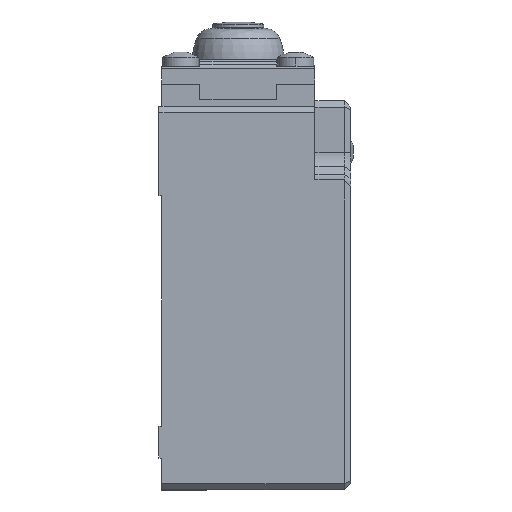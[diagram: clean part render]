
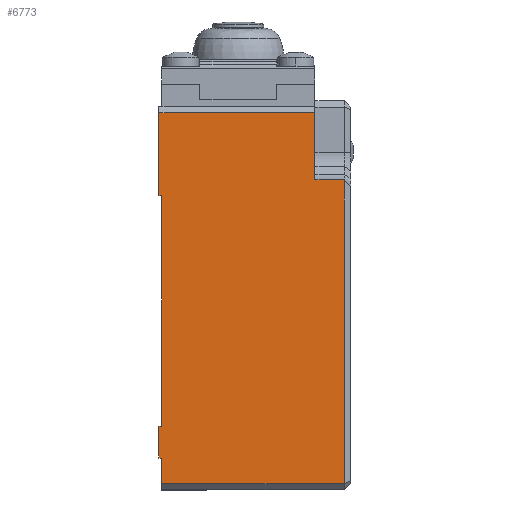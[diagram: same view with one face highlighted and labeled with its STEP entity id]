
A CAD part, left-side view. The second image highlights one B-rep face of the part: STEP entity #6773.
In plain terms, the highlighted planar face has unit normal (-1, 0, 0).
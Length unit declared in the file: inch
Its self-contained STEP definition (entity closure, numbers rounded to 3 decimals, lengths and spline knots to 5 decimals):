
#58 = DIRECTION ( 'NONE',  ( 0., -1., 0. ) ) ;
#115 = CARTESIAN_POINT ( 'NONE',  ( -0.59646, 0., -0.29528 ) ) ;
#121 = ORIENTED_EDGE ( 'NONE', *, *, #5553, .F. ) ;
#350 = EDGE_CURVE ( 'NONE', #5859, #8912, #3252, .T. ) ;
#372 = ORIENTED_EDGE ( 'NONE', *, *, #350, .T. ) ;
#399 = VECTOR ( 'NONE', #58, 39.37008 ) ;
#417 = CARTESIAN_POINT ( 'NONE',  ( -0.59646, 0., -0.29528 ) ) ;
#548 = DIRECTION ( 'NONE',  ( 0., 0., 1. ) ) ;
#650 = LINE ( 'NONE', #3995, #2051 ) ;
#686 = CARTESIAN_POINT ( 'NONE',  ( -0.59646, -0.01575, -0.29528 ) ) ;
#715 = ORIENTED_EDGE ( 'NONE', *, *, #7313, .T. ) ;
#723 = CARTESIAN_POINT ( 'NONE',  ( -0.59646, -0.01575, -3.32677 ) ) ;
#730 = VECTOR ( 'NONE', #3261, 39.37008 ) ;
#753 = PLANE ( 'NONE',  #2011 ) ;
#755 = DIRECTION ( 'NONE',  ( 0., 0., -1. ) ) ;
#923 = CARTESIAN_POINT ( 'NONE',  ( -0.59646, 0., 0.21654 ) ) ;
#943 = LINE ( 'NONE', #115, #399 ) ;
#1130 = VERTEX_POINT ( 'NONE', #1340 ) ;
#1144 = CARTESIAN_POINT ( 'NONE',  ( -0.59646, -2.3796, -0.19685 ) ) ;
#1181 = LINE ( 'NONE', #6030, #3819 ) ;
#1336 = CARTESIAN_POINT ( 'NONE',  ( -0.59646, -1.14173, -2.06693 ) ) ;
#1340 = CARTESIAN_POINT ( 'NONE',  ( -0.59646, 0., -1.90945 ) ) ;
#1610 = EDGE_CURVE ( 'NONE', #2802, #6796, #943, .T. ) ;
#2011 = AXIS2_PLACEMENT_3D ( 'NONE', #2863, #3534, #9181 ) ;
#2026 = CARTESIAN_POINT ( 'NONE',  ( -0.59646, -1.14173, -0.19685 ) ) ;
#2051 = VECTOR ( 'NONE', #7561, 39.37008 ) ;
#2237 = LINE ( 'NONE', #8133, #7813 ) ;
#2355 = VERTEX_POINT ( 'NONE', #7991 ) ;
#2468 = VECTOR ( 'NONE', #6442, 39.37008 ) ;
#2802 = VERTEX_POINT ( 'NONE', #417 ) ;
#2847 = EDGE_CURVE ( 'NONE', #1130, #7547, #1181, .T. ) ;
#2863 = CARTESIAN_POINT ( 'NONE',  ( -0.59646, 0., -2.06693 ) ) ;
#2968 = CARTESIAN_POINT ( 'NONE',  ( -0.59646, 0., -1.7126 ) ) ;
#2972 = VECTOR ( 'NONE', #4117, 39.37008 ) ;
#3080 = EDGE_CURVE ( 'NONE', #7547, #3392, #5807, .T. ) ;
#3252 = LINE ( 'NONE', #1336, #3479 ) ;
#3261 = DIRECTION ( 'NONE',  ( 0., -1., 0. ) ) ;
#3392 = VERTEX_POINT ( 'NONE', #4582 ) ;
#3464 = CARTESIAN_POINT ( 'NONE',  ( -0.59646, 0., -1.7126 ) ) ;
#3479 = VECTOR ( 'NONE', #548, 39.37008 ) ;
#3517 = EDGE_CURVE ( 'NONE', #7709, #2355, #8633, .T. ) ;
#3534 = DIRECTION ( 'NONE',  ( -1., 0., 0. ) ) ;
#3762 = CARTESIAN_POINT ( 'NONE',  ( -0.59646, -0.01575, -1.7126 ) ) ;
#3819 = VECTOR ( 'NONE', #6154, 39.37008 ) ;
#3848 = ORIENTED_EDGE ( 'NONE', *, *, #1610, .T. ) ;
#3877 = VERTEX_POINT ( 'NONE', #6477 ) ;
#3921 = DIRECTION ( 'NONE',  ( 0., 0., -1. ) ) ;
#3995 = CARTESIAN_POINT ( 'NONE',  ( -0.59646, 0., -2.06693 ) ) ;
#4108 = ORIENTED_EDGE ( 'NONE', *, *, #2847, .T. ) ;
#4116 = ORIENTED_EDGE ( 'NONE', *, *, #9054, .F. ) ;
#4117 = DIRECTION ( 'NONE',  ( 0., 1., 0. ) ) ;
#4200 = DIRECTION ( 'NONE',  ( 0., 0., -1. ) ) ;
#4274 = EDGE_CURVE ( 'NONE', #3392, #5859, #650, .T. ) ;
#4437 = EDGE_CURVE ( 'NONE', #6796, #8535, #6843, .T. ) ;
#4582 = CARTESIAN_POINT ( 'NONE',  ( -0.59646, -0.01575, -2.06693 ) ) ;
#4719 = ORIENTED_EDGE ( 'NONE', *, *, #3517, .T. ) ;
#4929 = VECTOR ( 'NONE', #4200, 39.37008 ) ;
#5066 = EDGE_CURVE ( 'NONE', #2355, #2802, #5107, .T. ) ;
#5101 = VECTOR ( 'NONE', #7757, 39.37008 ) ;
#5107 = LINE ( 'NONE', #5745, #2468 ) ;
#5143 = ORIENTED_EDGE ( 'NONE', *, *, #5066, .T. ) ;
#5319 = ORIENTED_EDGE ( 'NONE', *, *, #4274, .T. ) ;
#5553 = EDGE_CURVE ( 'NONE', #7709, #3877, #8920, .T. ) ;
#5610 = CARTESIAN_POINT ( 'NONE',  ( -0.59646, -0.01575, -1.7126 ) ) ;
#5745 = CARTESIAN_POINT ( 'NONE',  ( -0.59646, 0., -0.9252 ) ) ;
#5807 = LINE ( 'NONE', #723, #8713 ) ;
#5859 = VERTEX_POINT ( 'NONE', #8873 ) ;
#6030 = CARTESIAN_POINT ( 'NONE',  ( -0.59646, 0., -1.90945 ) ) ;
#6154 = DIRECTION ( 'NONE',  ( 0., -1., 0. ) ) ;
#6442 = DIRECTION ( 'NONE',  ( 0., 0., -1. ) ) ;
#6477 = CARTESIAN_POINT ( 'NONE',  ( -0.59646, -0.96063, -0.19685 ) ) ;
#6773 = ADVANCED_FACE ( 'NONE', ( #7795 ), #753, .T. ) ;
#6775 = ORIENTED_EDGE ( 'NONE', *, *, #8568, .T. ) ;
#6796 = VERTEX_POINT ( 'NONE', #686 ) ;
#6843 = LINE ( 'NONE', #5610, #4929 ) ;
#7312 = DIRECTION ( 'NONE',  ( 0., 1., 0. ) ) ;
#7313 = EDGE_CURVE ( 'NONE', #8535, #8232, #8656, .T. ) ;
#7441 = CARTESIAN_POINT ( 'NONE',  ( -0.59646, -0.01575, -1.90945 ) ) ;
#7547 = VERTEX_POINT ( 'NONE', #7441 ) ;
#7561 = DIRECTION ( 'NONE',  ( 0., -1., 0. ) ) ;
#7564 = ORIENTED_EDGE ( 'NONE', *, *, #3080, .T. ) ;
#7666 = CARTESIAN_POINT ( 'NONE',  ( -0.59646, -0.96063, 0.25591 ) ) ;
#7709 = VERTEX_POINT ( 'NONE', #8290 ) ;
#7757 = DIRECTION ( 'NONE',  ( 0., 0., -1. ) ) ;
#7795 = FACE_OUTER_BOUND ( 'NONE', #8104, .T. ) ;
#7813 = VECTOR ( 'NONE', #3921, 39.37008 ) ;
#7991 = CARTESIAN_POINT ( 'NONE',  ( -0.59646, 0., 0.21654 ) ) ;
#8104 = EDGE_LOOP ( 'NONE', ( #715, #6775, #4108, #7564, #5319, #372, #4116, #121, #4719, #5143, #3848, #8490 ) ) ;
#8133 = CARTESIAN_POINT ( 'NONE',  ( -0.59646, 0., -0.9252 ) ) ;
#8232 = VERTEX_POINT ( 'NONE', #2968 ) ;
#8290 = CARTESIAN_POINT ( 'NONE',  ( -0.59646, -0.96063, 0.21654 ) ) ;
#8490 = ORIENTED_EDGE ( 'NONE', *, *, #4437, .T. ) ;
#8535 = VERTEX_POINT ( 'NONE', #3762 ) ;
#8568 = EDGE_CURVE ( 'NONE', #8232, #1130, #2237, .T. ) ;
#8586 = LINE ( 'NONE', #1144, #730 ) ;
#8633 = LINE ( 'NONE', #923, #9189 ) ;
#8656 = LINE ( 'NONE', #3464, #2972 ) ;
#8713 = VECTOR ( 'NONE', #755, 39.37008 ) ;
#8873 = CARTESIAN_POINT ( 'NONE',  ( -0.59646, -1.14173, -2.06693 ) ) ;
#8912 = VERTEX_POINT ( 'NONE', #2026 ) ;
#8920 = LINE ( 'NONE', #7666, #5101 ) ;
#9054 = EDGE_CURVE ( 'NONE', #3877, #8912, #8586, .T. ) ;
#9181 = DIRECTION ( 'NONE',  ( 0., 0., 1. ) ) ;
#9189 = VECTOR ( 'NONE', #7312, 39.37008 ) ;
